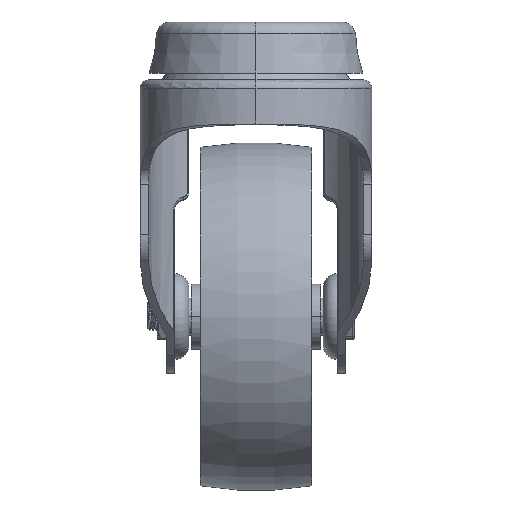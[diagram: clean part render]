
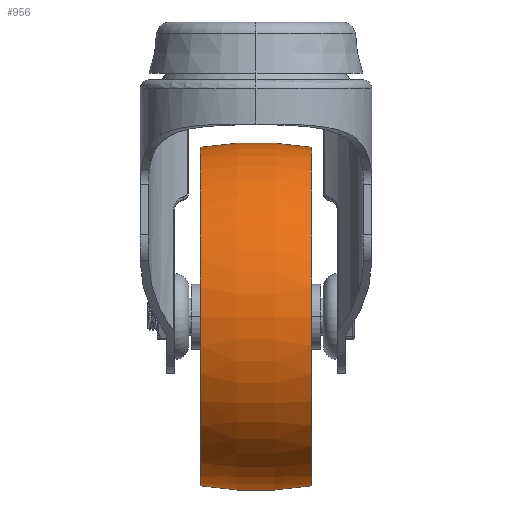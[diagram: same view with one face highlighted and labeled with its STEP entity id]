
A CAD part, left-side view. The second image highlights one B-rep face of the part: STEP entity #956.
In plain terms, the highlighted toroidal (fillet/blend) face has major radius 35 mm and minor radius 72.5 mm.
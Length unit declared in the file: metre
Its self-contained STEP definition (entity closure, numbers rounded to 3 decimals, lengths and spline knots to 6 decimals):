
#956=ADVANCED_FACE('',(#1546),#1547,.T.);
#1546=FACE_OUTER_BOUND('',#5328,.T.);
#1547=TOROIDAL_SURFACE('',#5329,-0.035,0.0725);
#5328=EDGE_LOOP('',(#14170,#14171,#14172,#14173,#14174,#14175));
#5329=AXIS2_PLACEMENT_3D('',#14176,#14177,#14178);
#14170=ORIENTED_EDGE('',*,*,#16248,.F.);
#14171=ORIENTED_EDGE('',*,*,#16249,.T.);
#14172=ORIENTED_EDGE('',*,*,#16250,.T.);
#14173=ORIENTED_EDGE('',*,*,#16251,.F.);
#14174=ORIENTED_EDGE('',*,*,#16252,.F.);
#14175=ORIENTED_EDGE('',*,*,#16253,.F.);
#14176=CARTESIAN_POINT('',(0.,0.,0.0));
#14177=DIRECTION('',(0.,1.0,0.0));
#14178=DIRECTION('',(0.0,0.0,-1.0));
#16248=EDGE_CURVE('',#17406,#17407,#17408,.T.);
#16249=EDGE_CURVE('',#17406,#17409,#17410,.T.);
#16250=EDGE_CURVE('',#17409,#17411,#17412,.T.);
#16251=EDGE_CURVE('',#17413,#17411,#17414,.T.);
#16252=EDGE_CURVE('',#17415,#17413,#17416,.T.);
#16253=EDGE_CURVE('',#17407,#17415,#17417,.T.);
#17406=VERTEX_POINT('',#19847);
#17407=VERTEX_POINT('',#19848);
#17408=CIRCLE('',#19849,0.0725);
#17409=VERTEX_POINT('',#19850);
#17410=CIRCLE('',#19851,0.0365);
#17411=VERTEX_POINT('',#19852);
#17412=CIRCLE('',#19853,0.0365);
#17413=VERTEX_POINT('',#19854);
#17414=CIRCLE('',#19855,0.0725);
#17415=VERTEX_POINT('',#19856);
#17416=CIRCLE('',#19857,0.0365);
#17417=CIRCLE('',#19858,0.0365);
#19847=CARTESIAN_POINT('',(0.,-0.012,-0.0365));
#19848=CARTESIAN_POINT('',(0.,0.012,-0.0365));
#19849=AXIS2_PLACEMENT_3D('',#30660,#30661,#30662);
#19850=CARTESIAN_POINT('',(-0.0365,-0.012,0.0));
#19851=AXIS2_PLACEMENT_3D('',#30663,#30664,#30665);
#19852=CARTESIAN_POINT('',(0.,-0.012,0.0365));
#19853=AXIS2_PLACEMENT_3D('',#30666,#30667,#30668);
#19854=CARTESIAN_POINT('',(0.,0.012,0.0365));
#19855=AXIS2_PLACEMENT_3D('',#30669,#30670,#30671);
#19856=CARTESIAN_POINT('',(-0.0365,0.012,0.0));
#19857=AXIS2_PLACEMENT_3D('',#30672,#30673,#30674);
#19858=AXIS2_PLACEMENT_3D('',#30675,#30676,#30677);
#30660=CARTESIAN_POINT('',(0.,0.,0.035));
#30661=DIRECTION('',(1.0,0.,0.));
#30662=DIRECTION('',(0.,0.,-1.0));
#30663=CARTESIAN_POINT('',(0.,-0.012,0.0));
#30664=DIRECTION('',(0.,1.0,0.0));
#30665=DIRECTION('',(-1.0,0.,0.0));
#30666=CARTESIAN_POINT('',(0.,-0.012,0.0));
#30667=DIRECTION('',(0.,1.0,0.0));
#30668=DIRECTION('',(-1.0,0.,0.0));
#30669=CARTESIAN_POINT('',(0.,0.,-0.035));
#30670=DIRECTION('',(1.0,0.,0.));
#30671=DIRECTION('',(0.,0.,1.0));
#30672=CARTESIAN_POINT('',(0.,0.012,0.0));
#30673=DIRECTION('',(0.,1.0,0.0));
#30674=DIRECTION('',(-1.0,0.,0.0));
#30675=CARTESIAN_POINT('',(0.,0.012,0.0));
#30676=DIRECTION('',(0.,1.0,0.0));
#30677=DIRECTION('',(-1.0,0.,0.0));
